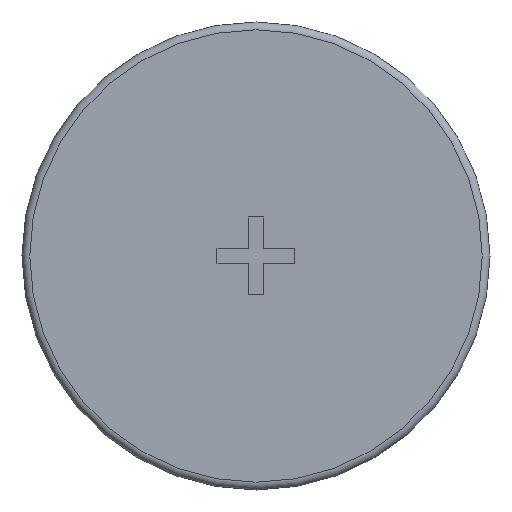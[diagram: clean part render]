
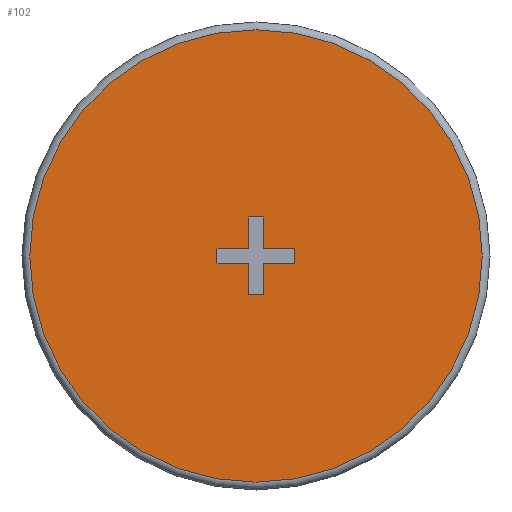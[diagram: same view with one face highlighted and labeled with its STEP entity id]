
A CAD part, front view. The second image highlights one B-rep face of the part: STEP entity #102.
In plain terms, the highlighted planar face has unit normal (0, -1, 0).
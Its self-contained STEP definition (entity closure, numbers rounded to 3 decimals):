
#102 = ADVANCED_FACE( '', ( #207, #208 ), #209, .F. );
#207 = FACE_BOUND( '', #306, .T. );
#208 = FACE_OUTER_BOUND( '', #307, .T. );
#209 = PLANE( '', #308 );
#306 = EDGE_LOOP( '', ( #518, #519, #520, #521, #522, #523, #524, #525, #526, #527, #528, #529 ) );
#307 = EDGE_LOOP( '', ( #530 ) );
#308 = AXIS2_PLACEMENT_3D( '', #531, #532, #533 );
#518 = ORIENTED_EDGE( '', *, *, #635, .T. );
#519 = ORIENTED_EDGE( '', *, *, #626, .F. );
#520 = ORIENTED_EDGE( '', *, *, #614, .T. );
#521 = ORIENTED_EDGE( '', *, *, #551, .T. );
#522 = ORIENTED_EDGE( '', *, *, #620, .T. );
#523 = ORIENTED_EDGE( '', *, *, #571, .T. );
#524 = ORIENTED_EDGE( '', *, *, #636, .T. );
#525 = ORIENTED_EDGE( '', *, *, #629, .T. );
#526 = ORIENTED_EDGE( '', *, *, #589, .T. );
#527 = ORIENTED_EDGE( '', *, *, #566, .T. );
#528 = ORIENTED_EDGE( '', *, *, #633, .T. );
#529 = ORIENTED_EDGE( '', *, *, #576, .T. );
#530 = ORIENTED_EDGE( '', *, *, #624, .T. );
#531 = CARTESIAN_POINT( '', ( 14.5, 0., 0. ) );
#532 = DIRECTION( '', ( 0., 1., 0. ) );
#533 = DIRECTION( '', ( 0., 0., 1. ) );
#551 = EDGE_CURVE( '', #640, #641, #642, .T. );
#566 = EDGE_CURVE( '', #667, #668, #669, .T. );
#571 = EDGE_CURVE( '', #676, #677, #678, .T. );
#576 = EDGE_CURVE( '', #685, #686, #687, .T. );
#589 = EDGE_CURVE( '', #706, #667, #707, .T. );
#614 = EDGE_CURVE( '', #742, #640, #743, .T. );
#620 = EDGE_CURVE( '', #641, #676, #749, .T. );
#624 = EDGE_CURVE( '', #753, #753, #754, .T. );
#626 = EDGE_CURVE( '', #742, #756, #757, .T. );
#629 = EDGE_CURVE( '', #760, #706, #761, .T. );
#633 = EDGE_CURVE( '', #668, #685, #765, .T. );
#635 = EDGE_CURVE( '', #686, #756, #767, .T. );
#636 = EDGE_CURVE( '', #677, #760, #768, .T. );
#640 = VERTEX_POINT( '', #772 );
#641 = VERTEX_POINT( '', #773 );
#642 = LINE( '', #774, #775 );
#667 = VERTEX_POINT( '', #811 );
#668 = VERTEX_POINT( '', #812 );
#669 = LINE( '', #813, #814 );
#676 = VERTEX_POINT( '', #824 );
#677 = VERTEX_POINT( '', #825 );
#678 = LINE( '', #826, #827 );
#685 = VERTEX_POINT( '', #837 );
#686 = VERTEX_POINT( '', #838 );
#687 = LINE( '', #839, #840 );
#706 = VERTEX_POINT( '', #868 );
#707 = LINE( '', #869, #870 );
#742 = VERTEX_POINT( '', #916 );
#743 = LINE( '', #917, #918 );
#749 = LINE( '', #927, #928 );
#753 = VERTEX_POINT( '', #932 );
#754 = CIRCLE( '', #933, 14.5 );
#756 = VERTEX_POINT( '', #935 );
#757 = LINE( '', #936, #937 );
#760 = VERTEX_POINT( '', #941 );
#761 = LINE( '', #942, #943 );
#765 = LINE( '', #948, #949 );
#767 = LINE( '', #951, #952 );
#768 = LINE( '', #953, #954 );
#772 = CARTESIAN_POINT( '', ( 0.5, 0., -0.5 ) );
#773 = CARTESIAN_POINT( '', ( 0.5, 0., -2.5 ) );
#774 = CARTESIAN_POINT( '', ( 0.5, 0., -0.5 ) );
#775 = VECTOR( '', #957, 1000. );
#811 = CARTESIAN_POINT( '', ( -0.5, 0., 0.5 ) );
#812 = CARTESIAN_POINT( '', ( -0.5, 0., 2.5 ) );
#813 = CARTESIAN_POINT( '', ( -0.5, 0., 0.5 ) );
#814 = VECTOR( '', #969, 1000. );
#824 = CARTESIAN_POINT( '', ( -0.5, 0., -2.5 ) );
#825 = CARTESIAN_POINT( '', ( -0.5, 0., -0.5 ) );
#826 = CARTESIAN_POINT( '', ( -0.5, 0., -2.5 ) );
#827 = VECTOR( '', #973, 1000. );
#837 = CARTESIAN_POINT( '', ( 0.5, 0., 2.5 ) );
#838 = CARTESIAN_POINT( '', ( 0.5, 0., 0.5 ) );
#839 = CARTESIAN_POINT( '', ( 0.5, 0., 2.5 ) );
#840 = VECTOR( '', #977, 1000. );
#868 = CARTESIAN_POINT( '', ( -2.5, 0., 0.5 ) );
#869 = CARTESIAN_POINT( '', ( -2.5, 0., 0.5 ) );
#870 = VECTOR( '', #987, 1000. );
#916 = CARTESIAN_POINT( '', ( 2.5, 0., -0.5 ) );
#917 = CARTESIAN_POINT( '', ( 2.5, 0., -0.5 ) );
#918 = VECTOR( '', #1017, 1000. );
#927 = CARTESIAN_POINT( '', ( 0.5, 0., -2.5 ) );
#928 = VECTOR( '', #1021, 1000. );
#932 = CARTESIAN_POINT( '', ( 0., 0., -14.5 ) );
#933 = AXIS2_PLACEMENT_3D( '', #1022, #1023, #1024 );
#935 = CARTESIAN_POINT( '', ( 2.5, 0., 0.5 ) );
#936 = CARTESIAN_POINT( '', ( 2.5, 0., 0. ) );
#937 = VECTOR( '', #1025, 1000. );
#941 = CARTESIAN_POINT( '', ( -2.5, 0., -0.5 ) );
#942 = CARTESIAN_POINT( '', ( -2.5, 0., -0.5 ) );
#943 = VECTOR( '', #1027, 1000. );
#948 = CARTESIAN_POINT( '', ( -0.5, 0., 2.5 ) );
#949 = VECTOR( '', #1029, 1000. );
#951 = CARTESIAN_POINT( '', ( 0.5, 0., 0.5 ) );
#952 = VECTOR( '', #1030, 1000. );
#953 = CARTESIAN_POINT( '', ( -0.5, 0., -0.5 ) );
#954 = VECTOR( '', #1031, 1000. );
#957 = DIRECTION( '', ( 0., 0., -1. ) );
#969 = DIRECTION( '', ( 0., 0., 1. ) );
#973 = DIRECTION( '', ( 0., 0., 1. ) );
#977 = DIRECTION( '', ( 0., 0., -1. ) );
#987 = DIRECTION( '', ( 1., 0., 0. ) );
#1017 = DIRECTION( '', ( -1., 0., 0. ) );
#1021 = DIRECTION( '', ( -1., 0., 0. ) );
#1022 = CARTESIAN_POINT( '', ( 0., 0., 0. ) );
#1023 = DIRECTION( '', ( 0., -1., 0. ) );
#1024 = DIRECTION( '', ( 0., 0., -1. ) );
#1025 = DIRECTION( '', ( 0., 0., 1. ) );
#1027 = DIRECTION( '', ( 0., 0., 1. ) );
#1029 = DIRECTION( '', ( 1., 0., 0. ) );
#1030 = DIRECTION( '', ( 1., 0., 0. ) );
#1031 = DIRECTION( '', ( -1., 0., 0. ) );
